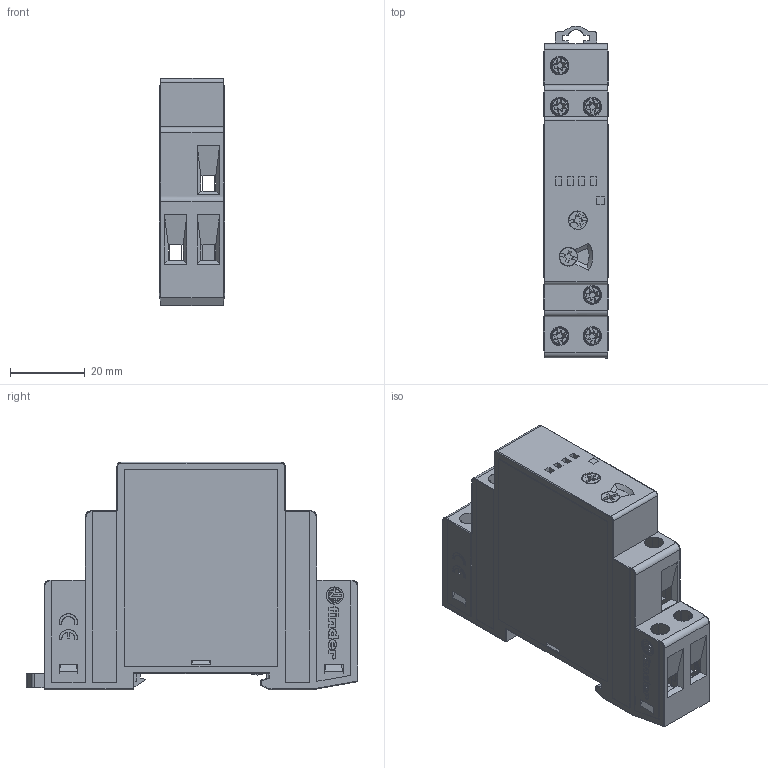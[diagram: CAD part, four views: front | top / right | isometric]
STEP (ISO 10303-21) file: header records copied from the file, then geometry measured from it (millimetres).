
FILE_DESCRIPTION (( 'STEP AP203' ), '1' );
FILE_NAME ('119-9437.STEP', '2024-12-05T17:19:18', ( '' ), ( '' ), 'SwSTEP 2.0', 'SolidWorks 2022', '' );
FILE_SCHEMA (( 'CONFIG_CONTROL_DESIGN' ));
Length unit declared in the file: millimetre
Products named in the file (1): 119-9437
Bounding box: 17.5 x 88.85 x 60.8 mm (x, y, z)
Surface area: 14915 mm2 (no closed solid volume)
Topology: 0 solids, 848 shells, 853 faces, 4687 edges, 4677 vertices
Faces by surface type: plane 644, bspline 108, cylinder 101
Full cylindrical faces by diameter (mm): 5 x7
Entity records: 59289 total; most frequent: CARTESIAN_POINT 33943, ORIENTED_EDGE 4697, EDGE_CURVE 4687, VERTEX_POINT 4677, B_SPLINE_CURVE_WITH_KNOTS 4562, DIRECTION 1520, EDGE_LOOP 912, FACE_OUTER_BOUND 853
